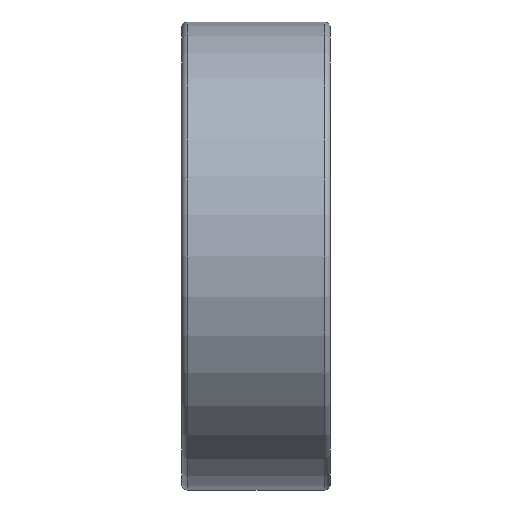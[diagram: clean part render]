
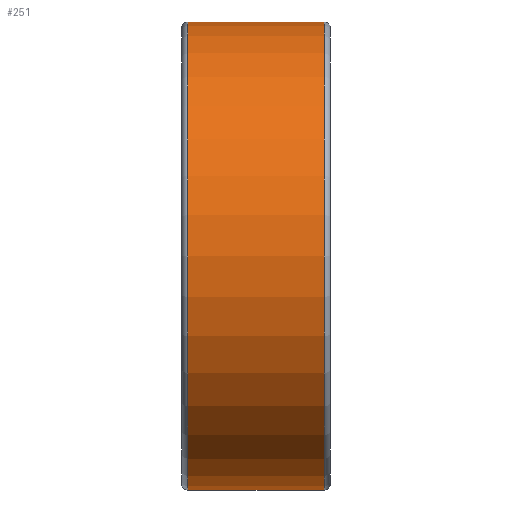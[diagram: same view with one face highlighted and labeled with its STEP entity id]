
A CAD part, front view. The second image highlights one B-rep face of the part: STEP entity #251.
In plain terms, the highlighted cylindrical face has radius 11 mm (diameter 22 mm), a full revolution.
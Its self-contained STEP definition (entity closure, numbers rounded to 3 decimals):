
#251 = ADVANCED_FACE( '', ( #393, #394 ), #395, .T. );
#393 = FACE_OUTER_BOUND( '', #492, .T. );
#394 = FACE_OUTER_BOUND( '', #493, .T. );
#395 = CYLINDRICAL_SURFACE( '', #494, 11. );
#492 = EDGE_LOOP( '', ( #597 ) );
#493 = EDGE_LOOP( '', ( #598 ) );
#494 = AXIS2_PLACEMENT_3D( '', #599, #600, #601 );
#597 = ORIENTED_EDGE( '', *, *, #694, .T. );
#598 = ORIENTED_EDGE( '', *, *, #677, .F. );
#599 = CARTESIAN_POINT( '', ( 50., 0., 0. ) );
#600 = DIRECTION( '', ( -1., 0., 0. ) );
#601 = DIRECTION( '', ( 0., 0., -1. ) );
#677 = EDGE_CURVE( '', #725, #725, #726, .T. );
#694 = EDGE_CURVE( '', #752, #752, #753, .T. );
#725 = VERTEX_POINT( '', #786 );
#726 = CIRCLE( '', #787, 11. );
#752 = VERTEX_POINT( '', #813 );
#753 = CIRCLE( '', #814, 11. );
#786 = CARTESIAN_POINT( '', ( 6.7, 0., -11. ) );
#787 = AXIS2_PLACEMENT_3D( '', #848, #849, #850 );
#813 = CARTESIAN_POINT( '', ( 0.3, 0., -11. ) );
#814 = AXIS2_PLACEMENT_3D( '', #878, #879, #880 );
#848 = CARTESIAN_POINT( '', ( 6.7, 0., 0. ) );
#849 = DIRECTION( '', ( 1., 0., 0. ) );
#850 = DIRECTION( '', ( 0., 0., -1. ) );
#878 = CARTESIAN_POINT( '', ( 0.3, 0., 0. ) );
#879 = DIRECTION( '', ( 1., 0., 0. ) );
#880 = DIRECTION( '', ( 0., 0., -1. ) );
